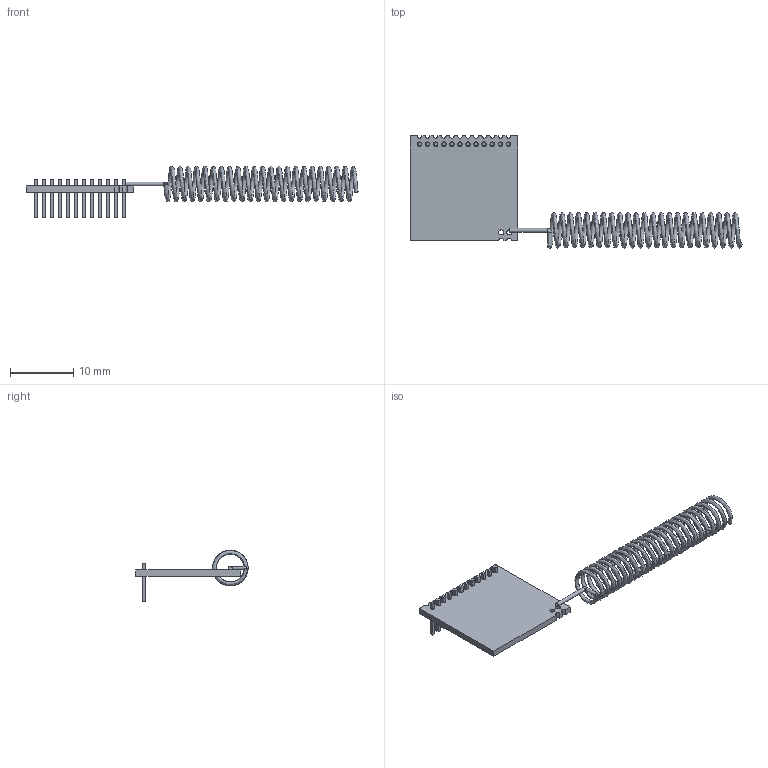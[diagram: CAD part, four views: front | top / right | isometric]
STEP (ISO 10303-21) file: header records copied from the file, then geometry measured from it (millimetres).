
FILE_DESCRIPTION(('FreeCAD Model'),'2;1');
FILE_NAME('si4432_90.step','2014-11-12T23:26:39',( 'FreeCAD'),('FreeCAD'),'Open CASCADE STEP processor 6.7','FreeCAD', 'Unknown');
FILE_SCHEMA(('AUTOMOTIVE_DESIGN_CC2 { 1 2 10303 214 -1 1 5 4 }'));
Length unit declared in the file: millimetre
Products named in the file (5): LinearPattern001; Sweep001; Sketch004; Sweep; Helix002
Bounding box: 52.3 x 17.67 x 8.1 mm (x, y, z)
Volume: 392.6 mm3; surface area: 1498.8 mm2
Topology: 2 solids, 3 shells, 174 faces, 728 edges, 490 vertices
Faces by surface type: plane 94, cylinder 78, torus 1, bspline 1
Full cylindrical faces by diameter (mm): 0.6 x2, 0.8 x2
Entity records: 19889 total; most frequent: CARTESIAN_POINT 5851, DIRECTION 2521, LINE 1705, VECTOR 1705, ORIENTED_EDGE 1446, PCURVE 1446, DEFINITIONAL_REPRESENTATION 1446, EDGE_CURVE 724
